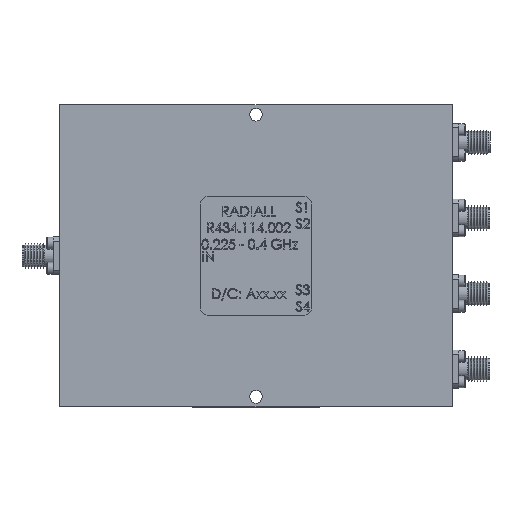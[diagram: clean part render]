
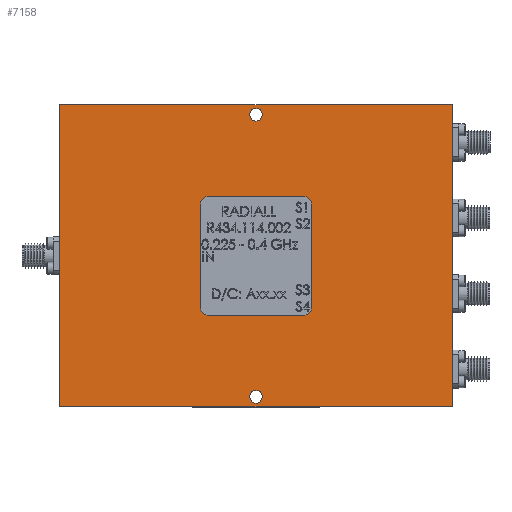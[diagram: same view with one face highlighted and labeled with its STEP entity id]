
A CAD part, top view. The second image highlights one B-rep face of the part: STEP entity #7158.
In plain terms, the highlighted planar face has unit normal (0, 0, 1).
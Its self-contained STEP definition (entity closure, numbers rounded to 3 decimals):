
#958 = DIRECTION ( 'NONE',  ( 0., 0., 1. ) ) ;
#2323 = CARTESIAN_POINT ( 'NONE',  ( 0., -35.56, 3.6 ) ) ;
#3793 = AXIS2_PLACEMENT_3D ( 'NONE', #2323, #29486, #6261 ) ;
#4072 = VERTEX_POINT ( 'NONE', #17206 ) ;
#4613 = VECTOR ( 'NONE', #30936, 1000. ) ;
#5539 = ORIENTED_EDGE ( 'NONE', *, *, #37817, .F. ) ;
#6261 = DIRECTION ( 'NONE',  ( 1., 0., 0. ) ) ;
#7149 = EDGE_LOOP ( 'NONE', ( #8888, #12149, #9252, #5539 ) ) ;
#7158 = ADVANCED_FACE ( 'NONE', ( #28767, #19659, #18465 ), #8657, .T. ) ;
#8344 = EDGE_LOOP ( 'NONE', ( #35179 ) ) ;
#8657 = PLANE ( 'NONE',  #35600 ) ;
#8888 = ORIENTED_EDGE ( 'NONE', *, *, #45800, .F. ) ;
#9252 = ORIENTED_EDGE ( 'NONE', *, *, #24906, .F. ) ;
#11421 = CARTESIAN_POINT ( 'NONE',  ( 49.5, -38.1, 3.6 ) ) ;
#11902 = VECTOR ( 'NONE', #15322, 1000. ) ;
#12149 = ORIENTED_EDGE ( 'NONE', *, *, #33717, .F. ) ;
#13104 = VERTEX_POINT ( 'NONE', #42686 ) ;
#15322 = DIRECTION ( 'NONE',  ( 0., -1., 0. ) ) ;
#15858 = VERTEX_POINT ( 'NONE', #34578 ) ;
#16913 = CARTESIAN_POINT ( 'NONE',  ( 0., 35.56, 3.6 ) ) ;
#17206 = CARTESIAN_POINT ( 'NONE',  ( 1.6, 35.56, 3.6 ) ) ;
#18465 = FACE_OUTER_BOUND ( 'NONE', #7149, .T. ) ;
#19659 = FACE_BOUND ( 'NONE', #38645, .T. ) ;
#19789 = CARTESIAN_POINT ( 'NONE',  ( -49.5, -38.1, 3.6 ) ) ;
#20213 = CARTESIAN_POINT ( 'NONE',  ( 49.5, 38.1, 3.6 ) ) ;
#20822 = DIRECTION ( 'NONE',  ( 1., 0., 0. ) ) ;
#21382 = DIRECTION ( 'NONE',  ( 1., 0., 0. ) ) ;
#24345 = CARTESIAN_POINT ( 'NONE',  ( 1.6, -35.56, 3.6 ) ) ;
#24906 = EDGE_CURVE ( 'NONE', #36582, #13104, #32488, .T. ) ;
#25818 = CIRCLE ( 'NONE', #32217, 1.6 ) ;
#27480 = LINE ( 'NONE', #32882, #35304 ) ;
#28159 = DIRECTION ( 'NONE',  ( 1., 0., 0. ) ) ;
#28767 = FACE_BOUND ( 'NONE', #8344, .T. ) ;
#29486 = DIRECTION ( 'NONE',  ( 0., 0., -1. ) ) ;
#30936 = DIRECTION ( 'NONE',  ( -1., 0., 0. ) ) ;
#32217 = AXIS2_PLACEMENT_3D ( 'NONE', #16913, #44070, #20822 ) ;
#32488 = LINE ( 'NONE', #11421, #11902 ) ;
#32882 = CARTESIAN_POINT ( 'NONE',  ( 49.5, 38.1, 3.6 ) ) ;
#32903 = CIRCLE ( 'NONE', #3793, 1.6 ) ;
#33717 = EDGE_CURVE ( 'NONE', #13104, #38114, #35579, .T. ) ;
#34578 = CARTESIAN_POINT ( 'NONE',  ( -49.5, 38.1, 3.6 ) ) ;
#34825 = CARTESIAN_POINT ( 'NONE',  ( -49.5, -38.1, 3.6 ) ) ;
#34915 = ORIENTED_EDGE ( 'NONE', *, *, #48542, .T. ) ;
#35039 = VECTOR ( 'NONE', #49449, 1000. ) ;
#35179 = ORIENTED_EDGE ( 'NONE', *, *, #40809, .T. ) ;
#35304 = VECTOR ( 'NONE', #21382, 1000. ) ;
#35579 = LINE ( 'NONE', #34825, #4613 ) ;
#35600 = AXIS2_PLACEMENT_3D ( 'NONE', #43589, #958, #28159 ) ;
#36582 = VERTEX_POINT ( 'NONE', #20213 ) ;
#37817 = EDGE_CURVE ( 'NONE', #15858, #36582, #27480, .T. ) ;
#38114 = VERTEX_POINT ( 'NONE', #19789 ) ;
#38645 = EDGE_LOOP ( 'NONE', ( #34915 ) ) ;
#40809 = EDGE_CURVE ( 'NONE', #46019, #46019, #32903, .T. ) ;
#42686 = CARTESIAN_POINT ( 'NONE',  ( 49.5, -38.1, 3.6 ) ) ;
#43589 = CARTESIAN_POINT ( 'NONE',  ( -49.5, -38.1, 3.6 ) ) ;
#44070 = DIRECTION ( 'NONE',  ( 0., 0., -1. ) ) ;
#44189 = LINE ( 'NONE', #45529, #35039 ) ;
#45529 = CARTESIAN_POINT ( 'NONE',  ( -49.5, 38.1, 3.6 ) ) ;
#45800 = EDGE_CURVE ( 'NONE', #38114, #15858, #44189, .T. ) ;
#46019 = VERTEX_POINT ( 'NONE', #24345 ) ;
#48542 = EDGE_CURVE ( 'NONE', #4072, #4072, #25818, .T. ) ;
#49449 = DIRECTION ( 'NONE',  ( 0., 1., 0. ) ) ;
